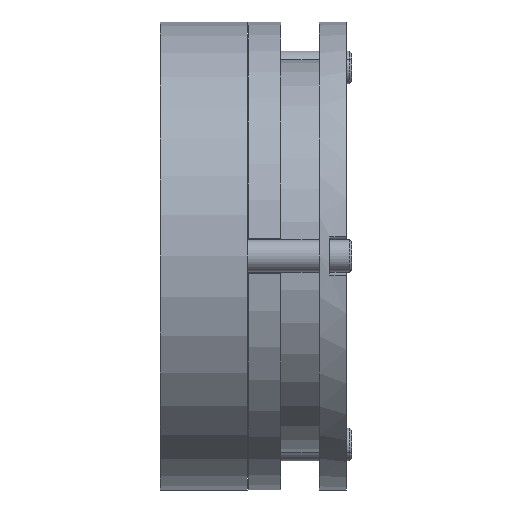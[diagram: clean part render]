
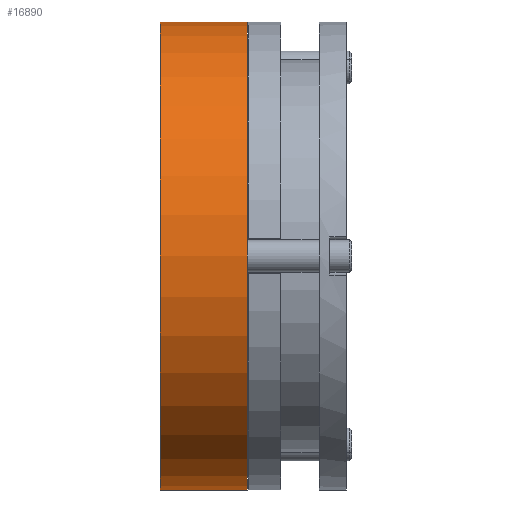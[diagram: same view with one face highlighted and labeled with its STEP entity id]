
A CAD part, front view. The second image highlights one B-rep face of the part: STEP entity #16890.
In plain terms, the highlighted cylindrical face has radius 136.525 mm (diameter 273.05 mm), a partial arc.
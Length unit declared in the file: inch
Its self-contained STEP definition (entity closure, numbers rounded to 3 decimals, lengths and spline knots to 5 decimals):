
#1461 = CARTESIAN_POINT ( 'NONE',  ( 2., 0., 0. ) ) ;
#1655 = VERTEX_POINT ( 'NONE', #23418 ) ;
#1711 = DIRECTION ( 'NONE',  ( 0., 0., 1. ) ) ;
#1771 = CIRCLE ( 'NONE', #35292, 5.375 ) ;
#1827 = CARTESIAN_POINT ( 'NONE',  ( -0.32378, 0., 0. ) ) ;
#3298 = CIRCLE ( 'NONE', #27511, 5.375 ) ;
#4218 = CARTESIAN_POINT ( 'NONE',  ( -0.32378, 0., 5.375 ) ) ;
#4355 = DIRECTION ( 'NONE',  ( 0., 0., 1. ) ) ;
#4431 = VERTEX_POINT ( 'NONE', #14328 ) ;
#5478 = EDGE_CURVE ( 'NONE', #37233, #4431, #1771, .T. ) ;
#9742 = CARTESIAN_POINT ( 'NONE',  ( 0., 0., 0. ) ) ;
#11118 = AXIS2_PLACEMENT_3D ( 'NONE', #1827, #36294, #1711 ) ;
#12437 = VECTOR ( 'NONE', #12732, 39.37008 ) ;
#12629 = DIRECTION ( 'NONE',  ( 0., 0., 1. ) ) ;
#12732 = DIRECTION ( 'NONE',  ( -1., 0., 0. ) ) ;
#13521 = CARTESIAN_POINT ( 'NONE',  ( 2., 0., -5.375 ) ) ;
#14328 = CARTESIAN_POINT ( 'NONE',  ( 2., 0., 5.375 ) ) ;
#14366 = DIRECTION ( 'NONE',  ( -1., 0., 0. ) ) ;
#15027 = EDGE_LOOP ( 'NONE', ( #31410, #16789, #37147, #34210 ) ) ;
#15999 = EDGE_CURVE ( 'NONE', #37233, #1655, #29701, .T. ) ;
#16789 = ORIENTED_EDGE ( 'NONE', *, *, #5478, .T. ) ;
#16890 = ADVANCED_FACE ( 'NONE', ( #31923 ), #30998, .T. ) ;
#17321 = VERTEX_POINT ( 'NONE', #31467 ) ;
#21574 = DIRECTION ( 'NONE',  ( -1., 0., 0. ) ) ;
#22947 = VECTOR ( 'NONE', #14366, 39.37008 ) ;
#23418 = CARTESIAN_POINT ( 'NONE',  ( 0., 0., -5.375 ) ) ;
#25740 = EDGE_CURVE ( 'NONE', #4431, #17321, #35431, .T. ) ;
#27511 = AXIS2_PLACEMENT_3D ( 'NONE', #9742, #29895, #12629 ) ;
#29701 = LINE ( 'NONE', #34526, #22947 ) ;
#29895 = DIRECTION ( 'NONE',  ( -1., 0., 0. ) ) ;
#30998 = CYLINDRICAL_SURFACE ( 'NONE', #11118, 5.375 ) ;
#31410 = ORIENTED_EDGE ( 'NONE', *, *, #15999, .F. ) ;
#31467 = CARTESIAN_POINT ( 'NONE',  ( 0., 0., 5.375 ) ) ;
#31923 = FACE_OUTER_BOUND ( 'NONE', #15027, .T. ) ;
#33385 = EDGE_CURVE ( 'NONE', #1655, #17321, #3298, .T. ) ;
#34210 = ORIENTED_EDGE ( 'NONE', *, *, #33385, .F. ) ;
#34526 = CARTESIAN_POINT ( 'NONE',  ( -0.32378, 0., -5.375 ) ) ;
#35292 = AXIS2_PLACEMENT_3D ( 'NONE', #1461, #21574, #4355 ) ;
#35431 = LINE ( 'NONE', #4218, #12437 ) ;
#36294 = DIRECTION ( 'NONE',  ( -1., 0., 0. ) ) ;
#37147 = ORIENTED_EDGE ( 'NONE', *, *, #25740, .T. ) ;
#37233 = VERTEX_POINT ( 'NONE', #13521 ) ;
